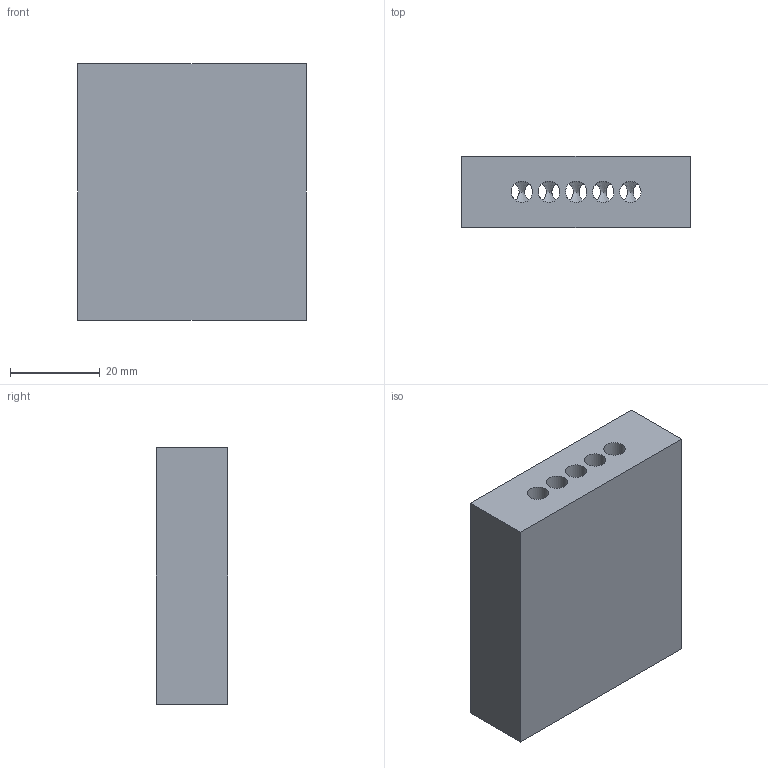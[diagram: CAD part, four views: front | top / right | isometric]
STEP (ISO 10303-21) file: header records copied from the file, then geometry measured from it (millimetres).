
FILE_DESCRIPTION(/* description */ (''),/* implementation_level */ '2;1');
FILE_NAME(/* name */ '00000_single_mode_flute.stp',/* time_stamp */ '2021-03-26T13:38:36-04:00',/* author */ ('Vatsan'),/* organization */ (''),/* preprocessor_version */ 'ST-DEVELOPER v18.1',/* originating_system */ 'Autodesk Inventor 2021',/* authorisation */ '');
FILE_SCHEMA (('AUTOMOTIVE_DESIGN { 1 0 10303 214 3 1 1 }'));
Length unit declared in the file: inch
Products named in the file (1): Single_Mode_Pan
Bounding box: 50.8 x 15.88 x 57.15 mm (x, y, z)
Volume: 38736.7 mm3; surface area: 13750.6 mm2
Topology: 1 solids, 1 shells, 28 faces, 148 edges, 102 vertices
Faces by surface type: cone 11, cylinder 11, plane 6
Full cylindrical faces by diameter (mm): 4.762 x11
Entity records: 1797 total; most frequent: CARTESIAN_POINT 648, ORIENTED_EDGE 274, DIRECTION 198, EDGE_CURVE 137, VERTEX_POINT 102, AXIS2_PLACEMENT_3D 72, LINE 54, VECTOR 54
